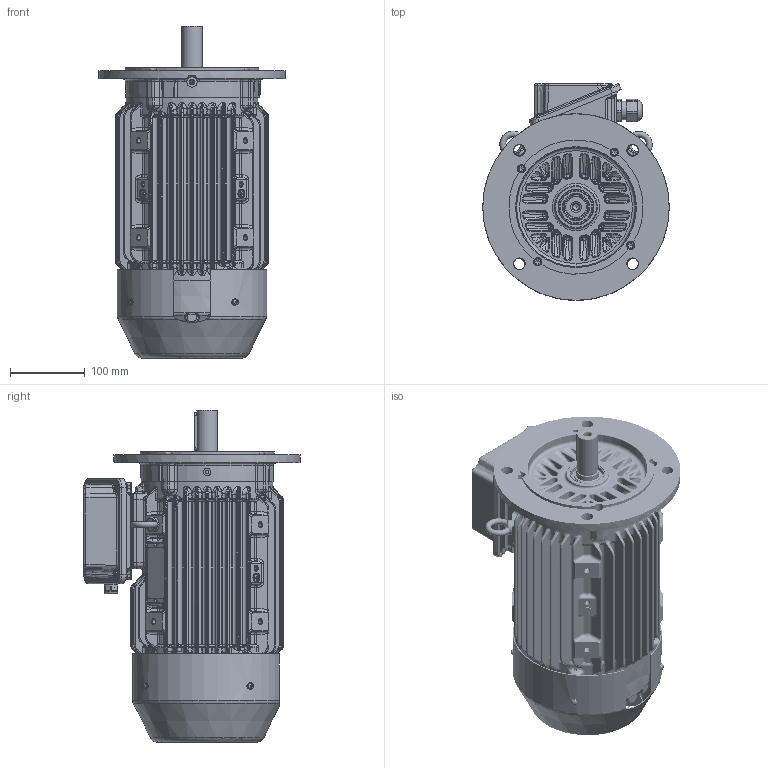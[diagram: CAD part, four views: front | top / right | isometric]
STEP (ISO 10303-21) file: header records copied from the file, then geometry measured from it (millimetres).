
FILE_DESCRIPTION(/* description */ (''),/* implementation_level */ '2;1');
FILE_NAME(/* name */ '6521674xx.stp',/* time_stamp */ '2020-12-08T11:22:57+03:00',/* author */ (''),/* organization */ (''),/* preprocessor_version */ 'ST-DEVELOPER v16',/* originating_system */ 'SIEMENS PLM Software NX 11.0',/* authorisation */ '');
FILE_SCHEMA (('AUTOMOTIVE_DESIGN { 1 0 10303 214 3 1 1 1 }'));
Products named in the file (1): C90125944CFF0hne
Bounding box: 250 x 290.48 x 445 mm (x, y, z)
Surface area: 755001.4 mm2 (no closed solid volume)
Topology: 0 solids, 115 shells, 3906 faces, 11395 edges, 7164 vertices
Faces by surface type: bspline 1442, cylinder 942, plane 767, torus 326, cone 312, sphere 114, extrusion 3
Full cylindrical faces by diameter (mm): 4.2 x2, 5 x10, 6.5 x1, 6.8 x6, 7 x1, 8 x4, 8.5 x1, 8.65 x4, 10 x6, 10.5 x1, 11 x4, 12 x2, 14 x2, 16 x1, 17.2 x2, 18 x1, 20 x2, 25.25 x2, 27.336 x1, 27.7 x2, 28 x1, 30 x1, 43.4 x1, 43.6 x1, 46 x1, 72 x1, 177 x1, 250 x1
Entity records: 161617 total; most frequent: CARTESIAN_POINT 69777, ORIENTED_EDGE 19296, DIRECTION 16613, EDGE_CURVE 10977, VERTEX_POINT 7112, AXIS2_PLACEMENT_3D 6828, EDGE_LOOP 4417, ADVANCED_FACE 3905
